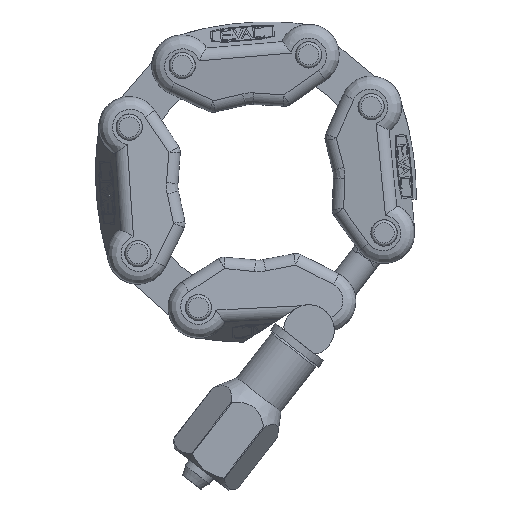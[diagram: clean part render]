
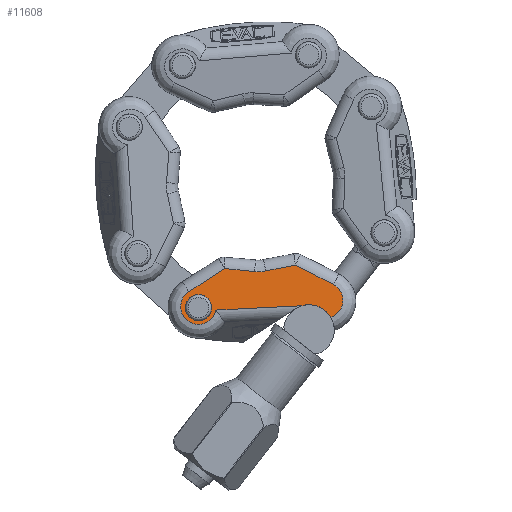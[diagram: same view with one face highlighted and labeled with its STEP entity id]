
A CAD part, left-side view. The second image highlights one B-rep face of the part: STEP entity #11608.
In plain terms, the highlighted face is planar.
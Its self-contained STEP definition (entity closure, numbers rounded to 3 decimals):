
#422=ELLIPSE('',#12310,7.529,7.5);
#435=ELLIPSE('',#12388,2.61,2.6);
#436=ELLIPSE('',#12389,5.019,5.);
#706=B_SPLINE_CURVE_WITH_KNOTS('',3,(#21035,#21036,#21037,#21038,#21039,
#21040,#21041),.UNSPECIFIED.,.F.,.F.,(4,1,1,1,4),(0.,0.25,0.5,0.75,1.),
 .UNSPECIFIED.);
#708=B_SPLINE_CURVE_WITH_KNOTS('',3,(#21129,#21130,#21131,#21132,#21133,
#21134,#21135,#21136,#21137,#21138),.UNSPECIFIED.,.F.,.F.,(4,1,1,1,1,1,
1,4),(0.,0.125,0.25,0.375,0.5,0.625,0.75,1.),.UNSPECIFIED.);
#3683=ORIENTED_EDGE('',*,*,#5786,.F.);
#3684=ORIENTED_EDGE('',*,*,#5787,.T.);
#3685=ORIENTED_EDGE('',*,*,#5788,.T.);
#3686=ORIENTED_EDGE('',*,*,#5487,.F.);
#3687=ORIENTED_EDGE('',*,*,#5789,.F.);
#3688=ORIENTED_EDGE('',*,*,#5790,.F.);
#3689=ORIENTED_EDGE('',*,*,#5531,.F.);
#3690=ORIENTED_EDGE('',*,*,#5791,.F.);
#3691=ORIENTED_EDGE('',*,*,#5792,.F.);
#3692=ORIENTED_EDGE('',*,*,#5489,.F.);
#5487=EDGE_CURVE('',#6802,#6797,#706,.F.);
#5489=EDGE_CURVE('',#6803,#6805,#708,.F.);
#5531=EDGE_CURVE('',#6846,#6847,#422,.T.);
#5786=EDGE_CURVE('',#7008,#7008,#435,.T.);
#5787=EDGE_CURVE('',#6803,#7009,#8123,.T.);
#5788=EDGE_CURVE('',#7009,#6797,#436,.T.);
#5789=EDGE_CURVE('',#6852,#6802,#8124,.T.);
#5790=EDGE_CURVE('',#6847,#6852,#8125,.T.);
#5791=EDGE_CURVE('',#6841,#6846,#8126,.T.);
#5792=EDGE_CURVE('',#6805,#6841,#8127,.T.);
#6797=VERTEX_POINT('',#21010);
#6802=VERTEX_POINT('',#21034);
#6803=VERTEX_POINT('',#21127);
#6805=VERTEX_POINT('',#21139);
#6841=VERTEX_POINT('',#21324);
#6846=VERTEX_POINT('',#21370);
#6847=VERTEX_POINT('',#21372);
#6852=VERTEX_POINT('',#21448);
#7008=VERTEX_POINT('',#22631);
#7009=VERTEX_POINT('',#22633);
#8123=LINE('',#22632,#9202);
#8124=LINE('',#22635,#9203);
#8125=LINE('',#22636,#9204);
#8126=LINE('',#22637,#9205);
#8127=LINE('',#22638,#9206);
#9202=VECTOR('',#14668,1000.);
#9203=VECTOR('',#14671,1000.);
#9204=VECTOR('',#14672,1000.);
#9205=VECTOR('',#14673,1000.);
#9206=VECTOR('',#14674,1000.);
#9861=EDGE_LOOP('',(#3683));
#9862=EDGE_LOOP('',(#3684,#3685,#3686,#3687,#3688,#3689,#3690,#3691,#3692));
#10568=FACE_BOUND('',#9861,.T.);
#10569=FACE_BOUND('',#9862,.T.);
#11060=PLANE('',#12387);
#11608=ADVANCED_FACE('',(#10568,#10569),#11060,.T.);
#12310=AXIS2_PLACEMENT_3D('',#21371,#14334,#14335);
#12387=AXIS2_PLACEMENT_3D('',#22629,#14664,#14665);
#12388=AXIS2_PLACEMENT_3D('',#22630,#14666,#14667);
#12389=AXIS2_PLACEMENT_3D('',#22634,#14669,#14670);
#14334=DIRECTION('',(0.996,-0.087,0.));
#14335=DIRECTION('',(0.087,0.996,0.));
#14664=DIRECTION('',(0.996,-0.087,0.));
#14665=DIRECTION('',(0.,0.,-1.));
#14666=DIRECTION('',(0.996,-0.087,0.));
#14667=DIRECTION('',(-0.087,-0.996,0.));
#14668=DIRECTION('',(0.,0.,1.));
#14669=DIRECTION('',(-0.996,0.087,0.));
#14670=DIRECTION('',(0.087,0.996,0.));
#14671=DIRECTION('',(0.044,0.5,0.865));
#14672=DIRECTION('',(-0.013,-0.148,0.989));
#14673=DIRECTION('',(0.013,0.148,0.989));
#14674=DIRECTION('',(-0.044,-0.5,0.865));
#21010=CARTESIAN_POINT('',(10.232,4.394,13.418));
#21034=CARTESIAN_POINT('',(9.671,-2.014,14.25));
#21035=CARTESIAN_POINT('',(10.232,4.394,13.418));
#21036=CARTESIAN_POINT('',(10.216,4.213,14.085));
#21037=CARTESIAN_POINT('',(10.15,3.455,15.292));
#21038=CARTESIAN_POINT('',(9.978,1.494,16.178));
#21039=CARTESIAN_POINT('',(9.793,-0.627,15.821));
#21040=CARTESIAN_POINT('',(9.702,-1.668,14.849));
#21041=CARTESIAN_POINT('',(9.671,-2.014,14.25));
#21127=CARTESIAN_POINT('',(10.011,1.87,-9.105));
#21129=CARTESIAN_POINT('',(9.671,-2.014,-14.25));
#21130=CARTESIAN_POINT('',(9.697,-1.725,-14.75));
#21131=CARTESIAN_POINT('',(9.769,-0.902,-15.598));
#21132=CARTESIAN_POINT('',(9.917,0.793,-16.138));
#21133=CARTESIAN_POINT('',(10.07,2.541,-15.811));
#21134=CARTESIAN_POINT('',(10.191,3.926,-14.696));
#21135=CARTESIAN_POINT('',(10.252,4.618,-13.06));
#21136=CARTESIAN_POINT('',(10.233,4.403,-10.692));
#21137=CARTESIAN_POINT('',(10.109,2.992,-9.387));
#21138=CARTESIAN_POINT('',(10.011,1.87,-9.105));
#21139=CARTESIAN_POINT('',(9.671,-2.014,-14.25));
#21324=CARTESIAN_POINT('',(9.304,-6.211,-6.98));
#21370=CARTESIAN_POINT('',(9.381,-5.334,-1.109));
#21371=CARTESIAN_POINT('',(8.732,-12.751,0.));
#21372=CARTESIAN_POINT('',(9.381,-5.334,1.109));
#21448=CARTESIAN_POINT('',(9.304,-6.211,6.98));
#22629=CARTESIAN_POINT('',(10.011,1.87,0.));
#22630=CARTESIAN_POINT('',(9.956,1.235,-12.5));
#22631=CARTESIAN_POINT('',(9.728,-1.365,-12.5));
#22632=CARTESIAN_POINT('',(10.011,1.87,-9.105));
#22633=CARTESIAN_POINT('',(10.011,1.87,7.846));
#22634=CARTESIAN_POINT('',(10.437,6.735,9.));
#22635=CARTESIAN_POINT('',(9.304,-6.211,6.98));
#22636=CARTESIAN_POINT('',(9.381,-5.334,1.109));
#22637=CARTESIAN_POINT('',(9.304,-6.211,-6.98));
#22638=CARTESIAN_POINT('',(9.671,-2.014,-14.25));
